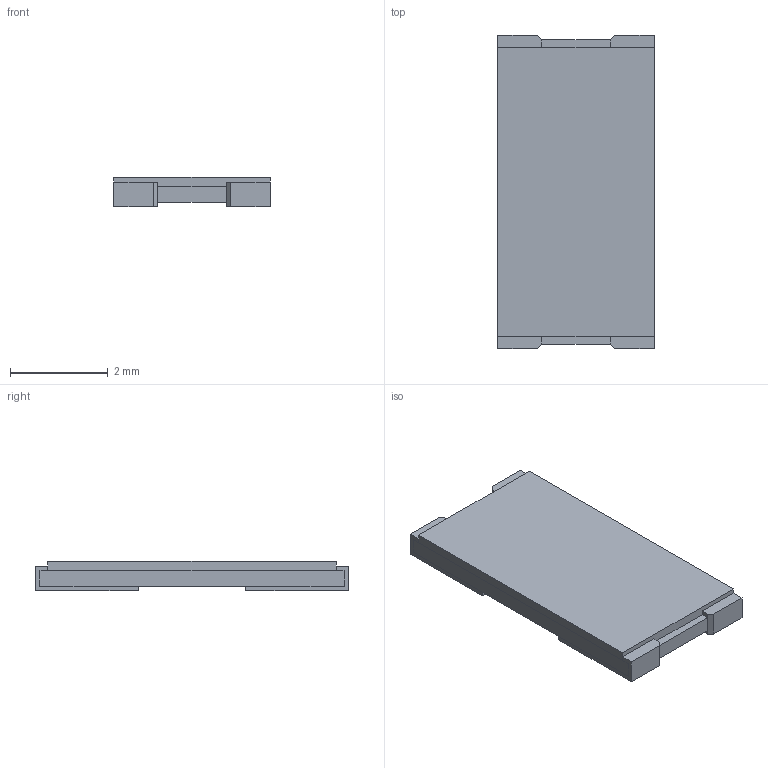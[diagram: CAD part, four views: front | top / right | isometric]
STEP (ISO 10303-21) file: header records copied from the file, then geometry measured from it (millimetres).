
FILE_DESCRIPTION(('FreeCAD Model'),'2;1');
FILE_NAME('LVK24.step','2018-08-26T21:02:24',('kicad StepUp'), ('ksu MCAD'),'Open CASCADE STEP processor 7.3','FreeCAD','Unknown');
FILE_SCHEMA(('AUTOMOTIVE_DESIGN { 1 0 10303 214 1 1 1 1 }'));
Length unit declared in the file: millimetre
Products named in the file (1): LVK24
Bounding box: 3.2 x 6.4 x 0.6 mm (x, y, z)
Volume: 10.8 mm3; surface area: 52.4 mm2
Topology: 1 solids, 1 shells, 40 faces, 114 edges, 76 vertices
Faces by surface type: plane 40
Entity records: 1572 total; most frequent: CARTESIAN_POINT 231, ORIENTED_EDGE 228, DIRECTION 196, EDGE_CURVE 114, LINE 114, VECTOR 114, VERTEX_POINT 76, AXIS2_PLACEMENT_3D 41
